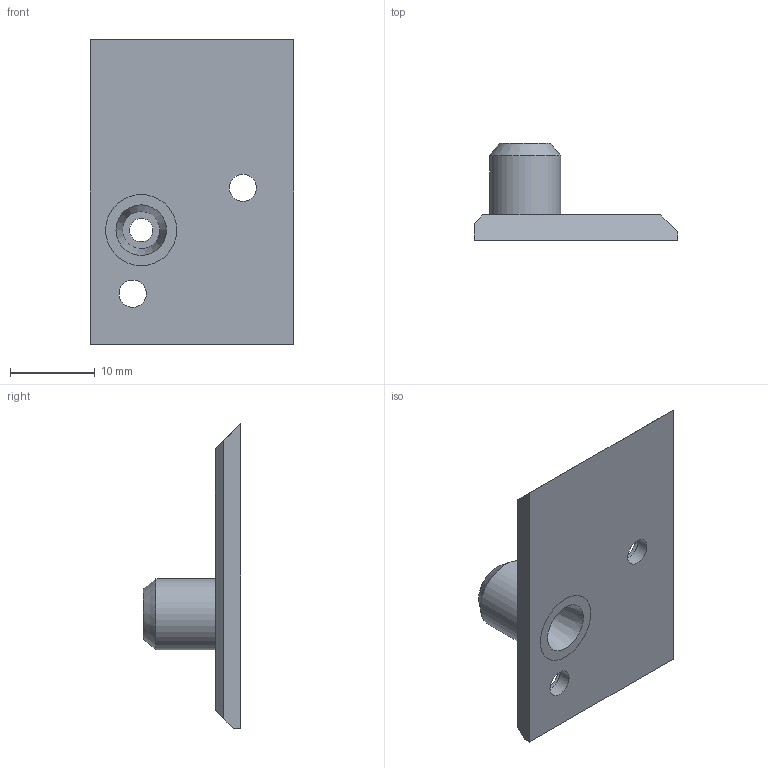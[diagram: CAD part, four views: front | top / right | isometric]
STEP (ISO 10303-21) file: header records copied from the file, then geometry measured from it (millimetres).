
FILE_DESCRIPTION(('FreeCAD Model'),'2;1');
FILE_NAME( 'filament-sensor-cover.step', '2017-12-05T19:38:01',('Author'),(''), 'Open CASCADE STEP processor 6.8','FreeCAD','Unknown');
FILE_SCHEMA(('AUTOMOTIVE_DESIGN_CC2 { 1 2 10303 214 -1 1 5 4 }'));
Length unit declared in the file: millimetre
Products named in the file (1): Cut011
Bounding box: 24 x 11.5 x 36 mm (x, y, z)
Volume: 2491.6 mm3; surface area: 2333.4 mm2
Topology: 1 solids, 1 shells, 23 faces, 47 edges, 31 vertices
Faces by surface type: plane 14, cylinder 6, cone 3
Full cylindrical faces by diameter (mm): 3.2 x2, 4.4 x1, 6.2 x2, 8.4 x1
Entity records: 1242 total; most frequent: CARTESIAN_POINT 262, DIRECTION 170, ORIENTED_EDGE 94, PCURVE 94, DEFINITIONAL_REPRESENTATION 94, LINE 78, VECTOR 78, EDGE_CURVE 47
